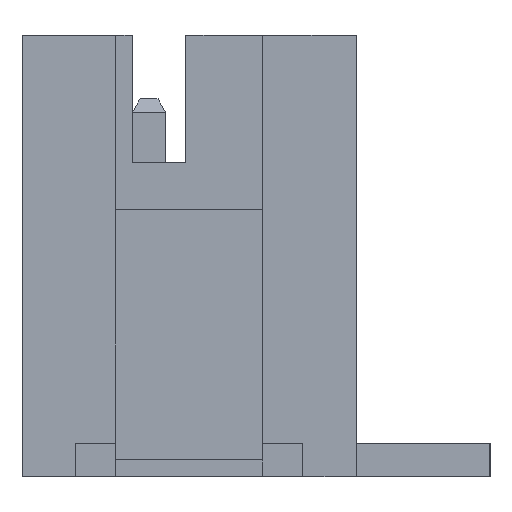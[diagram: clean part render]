
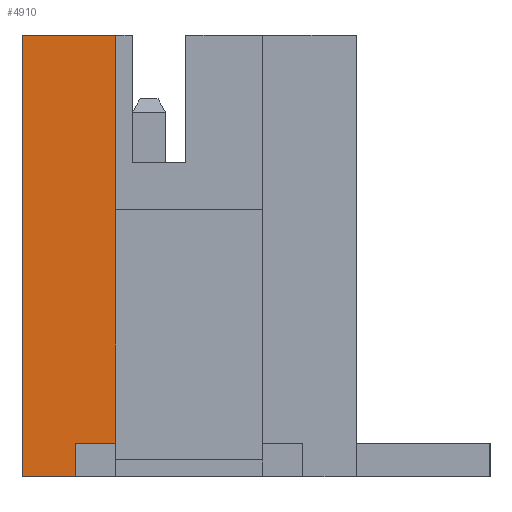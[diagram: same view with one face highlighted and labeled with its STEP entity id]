
A CAD part, left-side view. The second image highlights one B-rep face of the part: STEP entity #4910.
In plain terms, the highlighted planar face has unit normal (-1, 0, 0).
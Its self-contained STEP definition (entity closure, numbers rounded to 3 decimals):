
#3193=CARTESIAN_POINT('',(-12.975,-0.8,0.5));
#3194=VERTEX_POINT('',#3193);
#3201=CARTESIAN_POINT('',(-12.975,-0.8,-0.0));
#3202=VERTEX_POINT('',#3201);
#3203=CARTESIAN_POINT('',(-12.975,-0.8,0.25));
#3204=DIRECTION('',(0.0,0.,1.0));
#3205=VECTOR('',#3204,1.0);
#3206=LINE('',#3203,#3205);
#3207=EDGE_CURVE('n� 1991',#3202,#3194,#3206,.T.);
#4195=CARTESIAN_POINT('',(-12.975,-1.4,0.5));
#4196=VERTEX_POINT('',#4195);
#4203=CARTESIAN_POINT('',(-12.975,-2.5,0.5));
#4204=DIRECTION('',(0.0,1.0,0.));
#4205=VECTOR('',#4204,1.0);
#4206=LINE('',#4203,#4205);
#4207=EDGE_CURVE('n� 1212',#4196,#3194,#4206,.T.);
#4355=CARTESIAN_POINT('',(-12.975,-0.0,6.6));
#4356=VERTEX_POINT('',#4355);
#4363=CARTESIAN_POINT('',(-12.975,-1.4,6.6));
#4364=VERTEX_POINT('',#4363);
#4365=CARTESIAN_POINT('',(-12.975,-0.825,6.6));
#4366=DIRECTION('',(0.0,1.0,0.0));
#4367=VECTOR('',#4366,1.0);
#4368=LINE('',#4365,#4367);
#4369=EDGE_CURVE('n� 1037',#4364,#4356,#4368,.T.);
#4650=CARTESIAN_POINT('',(-12.975,-0.0,-0.0));
#4651=VERTEX_POINT('',#4650);
#4652=CARTESIAN_POINT('',(-12.975,-3.5,-0.0));
#4653=DIRECTION('',(0.0,-1.0,-0.0));
#4654=VECTOR('',#4653,1.0);
#4655=LINE('',#4652,#4654);
#4656=EDGE_CURVE('n� 727',#4651,#3202,#4655,.T.);
#4720=CARTESIAN_POINT('',(-12.975,-0.0,3.3));
#4721=DIRECTION('',(0.0,0.0,-1.0));
#4722=VECTOR('',#4721,1.0);
#4723=LINE('',#4720,#4722);
#4724=EDGE_CURVE('n� 311',#4356,#4651,#4723,.T.);
#4892=ORIENTED_EDGE('',*,*,#4724,.T.);
#4893=ORIENTED_EDGE('',*,*,#4656,.T.);
#4894=ORIENTED_EDGE('',*,*,#3207,.T.);
#4895=ORIENTED_EDGE('',*,*,#4207,.F.);
#4896=CARTESIAN_POINT('',(-12.975,-1.4,3.55));
#4897=DIRECTION('',(0.0,-0.0,1.0));
#4898=VECTOR('',#4897,1.0);
#4899=LINE('',#4896,#4898);
#4900=EDGE_CURVE('n� 168',#4196,#4364,#4899,.T.);
#4901=ORIENTED_EDGE('',*,*,#4900,.T.);
#4902=ORIENTED_EDGE('',*,*,#4369,.T.);
#4903=EDGE_LOOP('',(#4892,#4893,#4894,#4895,#4901,#4902));
#4904=FACE_OUTER_BOUND('',#4903,.T.);
#4905=CARTESIAN_POINT('',(-12.975,-0.0,-0.0));
#4906=DIRECTION('',(-1.0,-0.0,0.0));
#4907=DIRECTION('',(0.0,-1.0,-0.0));
#4908=AXIS2_PLACEMENT_3D('',#4905,#4906,#4907);
#4909=PLANE('',#4908);
#4910=ADVANCED_FACE('n� 307',(#4904),#4909,.T.);
